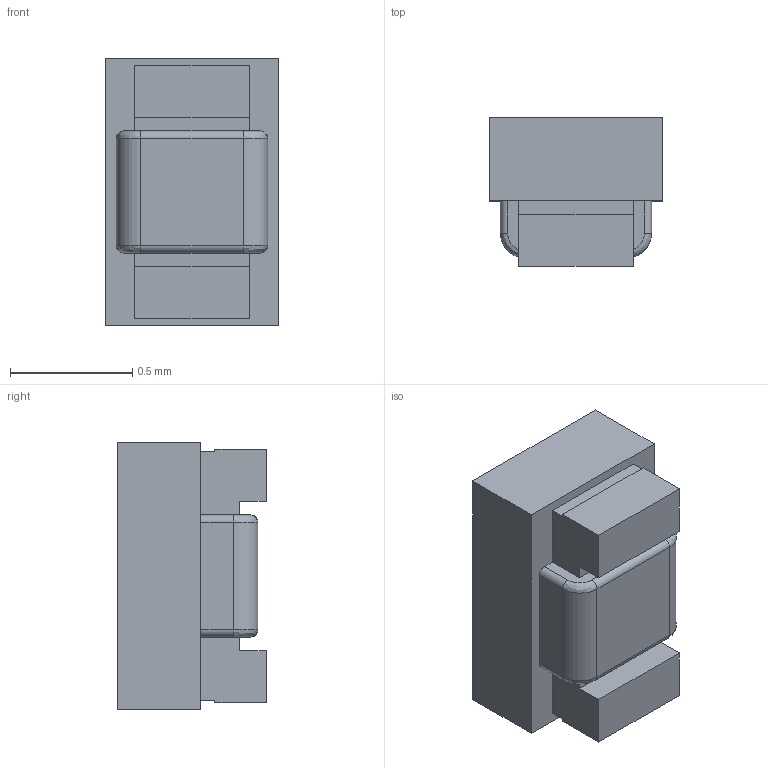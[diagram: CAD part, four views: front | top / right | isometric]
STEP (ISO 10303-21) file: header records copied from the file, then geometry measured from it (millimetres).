
FILE_DESCRIPTION (( 'STEP AP214' ), '1' );
FILE_NAME ('Coilcraft-0402HP-DEFAULT.STEP', '2011-01-27T19:51:09', ( 'sysAdmin' ), ( 'SolidWorks' ), 'SwSTEP 2.0', 'SolidWorks 2011', '' );
FILE_SCHEMA (( 'AUTOMOTIVE_DESIGN' ));
Length unit declared in the file: millimetre
Products named in the file (1): Coilcraft-0402HP-DEFAULT
Bounding box: 0.71 x 0.61 x 1.1 mm (x, y, z)
Volume: 0.4 mm3; surface area: 3.7 mm2
Topology: 1 solids, 1 shells, 39 faces, 100 edges, 64 vertices
Faces by surface type: plane 27, cylinder 8, bspline 4
Entity records: 1673 total; most frequent: CARTESIAN_POINT 276, ORIENTED_EDGE 200, DIRECTION 184, EDGE_CURVE 100, VECTOR 80, LINE 80, VERTEX_POINT 64, AXIS2_PLACEMENT_3D 52
